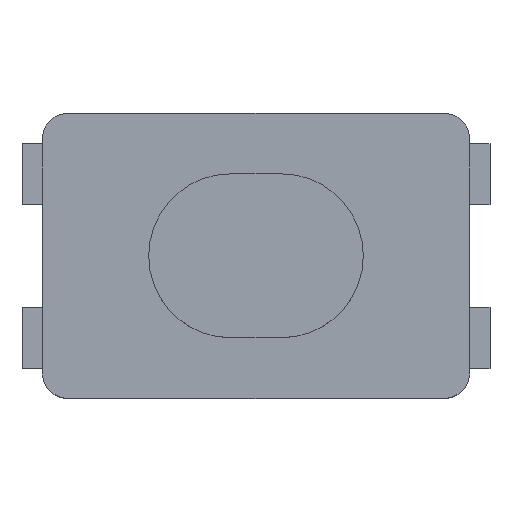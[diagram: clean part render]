
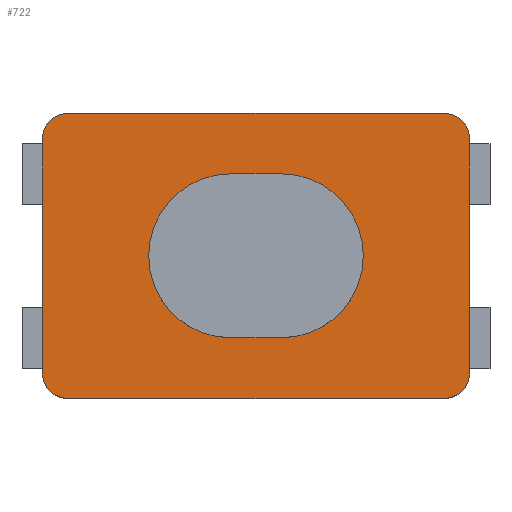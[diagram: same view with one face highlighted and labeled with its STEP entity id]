
A CAD part, top view. The second image highlights one B-rep face of the part: STEP entity #722.
In plain terms, the highlighted planar face has unit normal (0, 0, 1).
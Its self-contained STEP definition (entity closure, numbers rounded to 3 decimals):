
#14=FACE_BOUND('',#90,.T.);
#16=PLANE('',#777);
#50=FACE_OUTER_BOUND('',#89,.T.);
#89=EDGE_LOOP('',(#495,#496,#497,#498,#499,#500,#501,#502));
#90=EDGE_LOOP('',(#503,#504,#505,#506));
#129=LINE('',#1028,#217);
#140=LINE('',#1050,#228);
#141=LINE('',#1054,#229);
#142=LINE('',#1058,#230);
#143=LINE('',#1062,#231);
#144=LINE('',#1066,#232);
#217=VECTOR('',#836,10.);
#228=VECTOR('',#849,10.);
#229=VECTOR('',#852,10.);
#230=VECTOR('',#855,10.);
#231=VECTOR('',#858,10.);
#232=VECTOR('',#861,10.);
#303=CIRCLE('',#774,0.25);
#305=CIRCLE('',#778,0.25);
#306=CIRCLE('',#779,0.25);
#307=CIRCLE('',#780,0.25);
#308=CIRCLE('',#781,0.805);
#309=CIRCLE('',#782,0.805);
#315=VERTEX_POINT('',#1018);
#316=VERTEX_POINT('',#1019);
#319=VERTEX_POINT('',#1027);
#329=VERTEX_POINT('',#1049);
#330=VERTEX_POINT('',#1051);
#331=VERTEX_POINT('',#1053);
#332=VERTEX_POINT('',#1055);
#333=VERTEX_POINT('',#1057);
#334=VERTEX_POINT('',#1060);
#335=VERTEX_POINT('',#1061);
#336=VERTEX_POINT('',#1063);
#337=VERTEX_POINT('',#1065);
#379=EDGE_CURVE('',#315,#316,#303,.T.);
#383=EDGE_CURVE('',#319,#316,#129,.T.);
#394=EDGE_CURVE('',#315,#329,#140,.T.);
#395=EDGE_CURVE('',#330,#329,#305,.T.);
#396=EDGE_CURVE('',#330,#331,#141,.T.);
#397=EDGE_CURVE('',#332,#331,#306,.T.);
#398=EDGE_CURVE('',#332,#333,#142,.T.);
#399=EDGE_CURVE('',#319,#333,#307,.T.);
#400=EDGE_CURVE('',#334,#335,#143,.T.);
#401=EDGE_CURVE('',#335,#336,#308,.T.);
#402=EDGE_CURVE('',#336,#337,#144,.T.);
#403=EDGE_CURVE('',#337,#334,#309,.T.);
#495=ORIENTED_EDGE('',*,*,#379,.F.);
#496=ORIENTED_EDGE('',*,*,#394,.T.);
#497=ORIENTED_EDGE('',*,*,#395,.F.);
#498=ORIENTED_EDGE('',*,*,#396,.T.);
#499=ORIENTED_EDGE('',*,*,#397,.F.);
#500=ORIENTED_EDGE('',*,*,#398,.T.);
#501=ORIENTED_EDGE('',*,*,#399,.F.);
#502=ORIENTED_EDGE('',*,*,#383,.T.);
#503=ORIENTED_EDGE('',*,*,#400,.T.);
#504=ORIENTED_EDGE('',*,*,#401,.T.);
#505=ORIENTED_EDGE('',*,*,#402,.T.);
#506=ORIENTED_EDGE('',*,*,#403,.T.);
#722=ADVANCED_FACE('',(#50,#14),#16,.T.);
#774=AXIS2_PLACEMENT_3D('',#1020,#828,#829);
#777=AXIS2_PLACEMENT_3D('',#1048,#847,#848);
#778=AXIS2_PLACEMENT_3D('',#1052,#850,#851);
#779=AXIS2_PLACEMENT_3D('',#1056,#853,#854);
#780=AXIS2_PLACEMENT_3D('',#1059,#856,#857);
#781=AXIS2_PLACEMENT_3D('',#1064,#859,#860);
#782=AXIS2_PLACEMENT_3D('',#1067,#862,#863);
#828=DIRECTION('center_axis',(0.,0.,-1.));
#829=DIRECTION('ref_axis',(-0.707,-0.707,0.));
#836=DIRECTION('',(0.,-1.,0.));
#847=DIRECTION('center_axis',(0.,0.,1.));
#848=DIRECTION('ref_axis',(1.,0.,0.));
#849=DIRECTION('',(1.,0.,0.));
#850=DIRECTION('center_axis',(0.,0.,-1.));
#851=DIRECTION('ref_axis',(0.707,-0.707,0.));
#852=DIRECTION('',(0.,1.,0.));
#853=DIRECTION('center_axis',(0.,0.,-1.));
#854=DIRECTION('ref_axis',(0.707,0.707,0.));
#855=DIRECTION('',(-1.,0.,0.));
#856=DIRECTION('center_axis',(0.,0.,-1.));
#857=DIRECTION('ref_axis',(-0.707,0.707,0.));
#858=DIRECTION('',(1.,0.,0.));
#859=DIRECTION('center_axis',(0.,0.,-1.));
#860=DIRECTION('ref_axis',(0.,-1.,0.));
#861=DIRECTION('',(-1.,0.,0.));
#862=DIRECTION('center_axis',(0.,0.,-1.));
#863=DIRECTION('ref_axis',(0.,1.,0.));
#1018=CARTESIAN_POINT('',(-1.85,-1.4,1.4));
#1019=CARTESIAN_POINT('',(-2.1,-1.15,1.4));
#1020=CARTESIAN_POINT('Origin',(-1.85,-1.15,1.4));
#1027=CARTESIAN_POINT('',(-2.1,1.15,1.4));
#1028=CARTESIAN_POINT('',(-2.1,1.4,1.4));
#1048=CARTESIAN_POINT('Origin',(0.,0.,1.4));
#1049=CARTESIAN_POINT('',(1.85,-1.4,1.4));
#1050=CARTESIAN_POINT('',(-2.1,-1.4,1.4));
#1051=CARTESIAN_POINT('',(2.1,-1.15,1.4));
#1052=CARTESIAN_POINT('Origin',(1.85,-1.15,1.4));
#1053=CARTESIAN_POINT('',(2.1,1.15,1.4));
#1054=CARTESIAN_POINT('',(2.1,-1.4,1.4));
#1055=CARTESIAN_POINT('',(1.85,1.4,1.4));
#1056=CARTESIAN_POINT('Origin',(1.85,1.15,1.4));
#1057=CARTESIAN_POINT('',(-1.85,1.4,1.4));
#1058=CARTESIAN_POINT('',(2.1,1.4,1.4));
#1059=CARTESIAN_POINT('Origin',(-1.85,1.15,1.4));
#1060=CARTESIAN_POINT('',(-0.25,0.805,1.4));
#1061=CARTESIAN_POINT('',(0.25,0.805,1.4));
#1062=CARTESIAN_POINT('',(0.125,0.805,1.4));
#1063=CARTESIAN_POINT('',(0.25,-0.805,1.4));
#1064=CARTESIAN_POINT('Origin',(0.25,0.,1.4));
#1065=CARTESIAN_POINT('',(-0.25,-0.805,1.4));
#1066=CARTESIAN_POINT('',(-0.125,-0.805,1.4));
#1067=CARTESIAN_POINT('Origin',(-0.25,0.,1.4));
